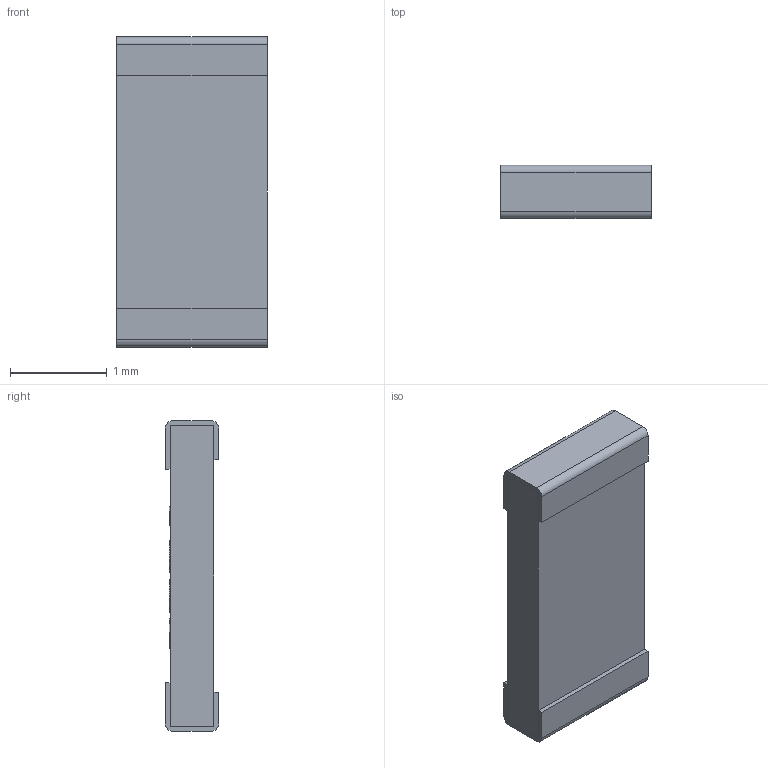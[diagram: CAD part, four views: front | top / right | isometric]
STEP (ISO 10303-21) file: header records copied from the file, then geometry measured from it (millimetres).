
FILE_DESCRIPTION (( 'STEP AP214' ), '1' );
FILE_NAME ('Stackpole CSR1206 Res.STEP', '2016-03-15T23:43:52', ( '' ), ( '' ), 'SwSTEP 2.0', 'SolidWorks 2015', '' );
FILE_SCHEMA (( 'AUTOMOTIVE_DESIGN' ));
Length unit declared in the file: millimetre
Products named in the file (1): Stackpole CSR1206 Res
Bounding box: 1.55 x 0.55 x 3.2 mm (x, y, z)
Volume: 2.4 mm3; surface area: 22.6 mm2
Topology: 3 solids, 3 shells, 76 faces, 192 edges, 128 vertices
Faces by surface type: plane 48, bspline 24, cylinder 4
Entity records: 4173 total; most frequent: CARTESIAN_POINT 1925, ORIENTED_EDGE 384, DIRECTION 258, EDGE_CURVE 192, VECTOR 136, LINE 136, VERTEX_POINT 128, EDGE_LOOP 82
